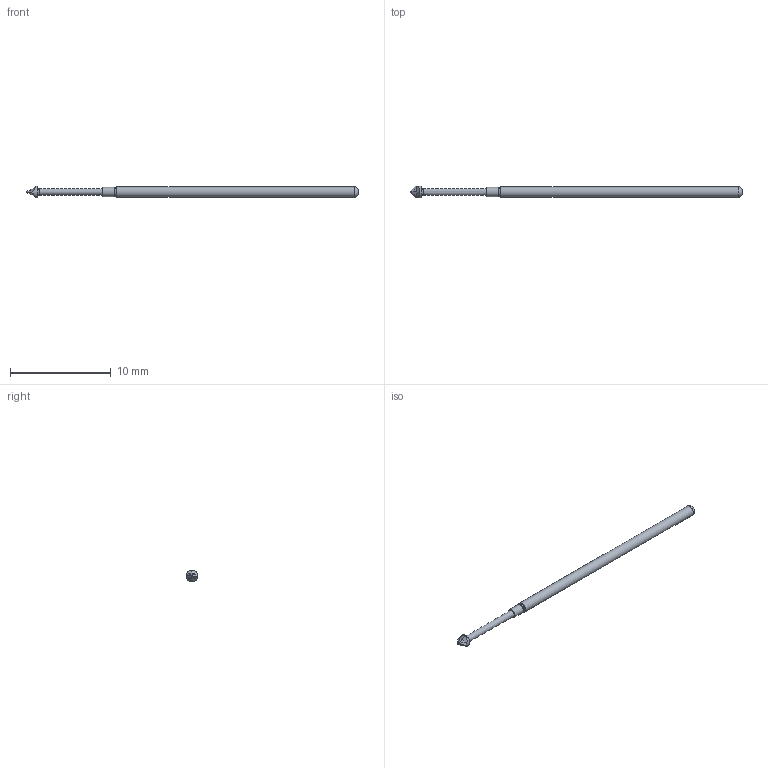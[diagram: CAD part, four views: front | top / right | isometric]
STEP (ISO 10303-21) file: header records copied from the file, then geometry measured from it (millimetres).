
FILE_DESCRIPTION (( 'STEP AP214' ), '1' );
FILE_NAME ('075-2551.STEP', '2021-01-13T17:55:50', ( '' ), ( '' ), 'SwSTEP 2.0', 'SolidWorks 2020', '' );
FILE_SCHEMA (( 'AUTOMOTIVE_DESIGN' ));
Length unit declared in the file: inch
Products named in the file (1): 075-2551
Bounding box: 33.02 x 1.17 x 1.17 mm (x, y, z)
Volume: 23.4 mm3; surface area: 98.7 mm2
Topology: 1 solids, 1 shells, 31 faces, 75 edges, 47 vertices
Faces by surface type: bspline 16, cylinder 4, torus 4, cone 4, plane 3
Full cylindrical faces by diameter (mm): 0.457 x1, 0.914 x1, 1.021 x1, 1.168 x1
Entity records: 3477 total; most frequent: CARTESIAN_POINT 2514, ORIENTED_EDGE 118, EDGE_CURVE 59, DIRECTION 58, B_SPLINE_CURVE_WITH_KNOTS 46, EDGE_LOOP 44, VERTEX_POINT 43, FACE_OUTER_BOUND 39
